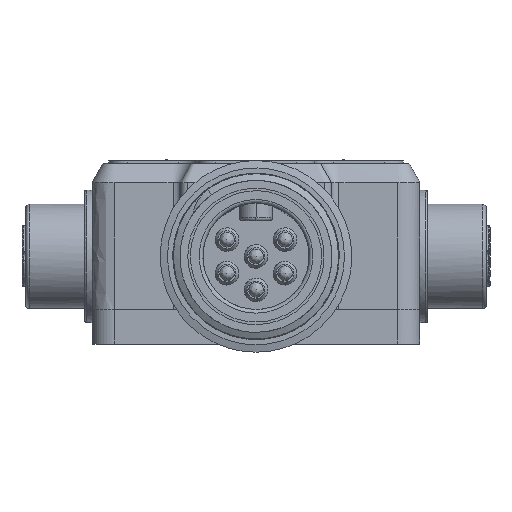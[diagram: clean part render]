
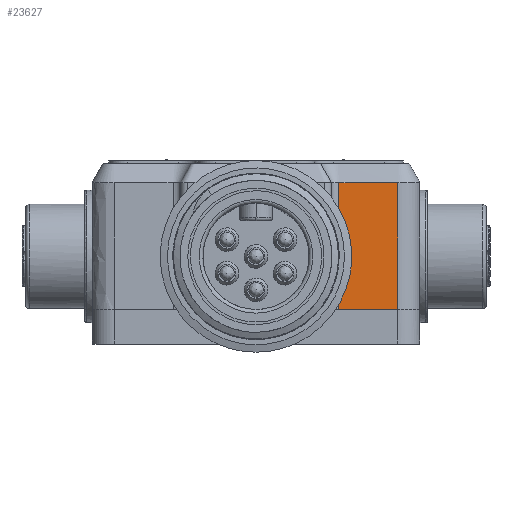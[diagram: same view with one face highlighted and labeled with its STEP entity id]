
A CAD part, front view. The second image highlights one B-rep face of the part: STEP entity #23627.
In plain terms, the highlighted free-form (B-spline) face has degree [1, 1] with [2, 2] control points.
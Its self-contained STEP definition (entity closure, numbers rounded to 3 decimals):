
#23394=CARTESIAN_POINT('',(19.25,10.2,4.7));
#23395=VERTEX_POINT('',#23394);
#23396=CARTESIAN_POINT('',(11.25,10.2,4.7));
#23397=VERTEX_POINT('',#23396);
#23398=CARTESIAN_POINT('',(19.25,10.2,4.7));
#23399=CARTESIAN_POINT('',(11.25,10.2,4.7));
#23400=B_SPLINE_CURVE_WITH_KNOTS('',1,(#23398,#23399),.POLYLINE_FORM.,.F.,.U.,(2,2),(0.,1.),.UNSPECIFIED.);
#23401=EDGE_CURVE('',#23395,#23397,#23400,.T.);
#23557=CARTESIAN_POINT('',(11.25,10.2,21.9));
#23558=VERTEX_POINT('',#23557);
#23578=CARTESIAN_POINT('',(11.25,10.2,4.7));
#23579=CARTESIAN_POINT('',(11.25,10.2,21.9));
#23580=B_SPLINE_CURVE_WITH_KNOTS('',1,(#23578,#23579),.POLYLINE_FORM.,.F.,.U.,(2,2),(0.,1.),.UNSPECIFIED.);
#23581=EDGE_CURVE('',#23397,#23558,#23580,.T.);
#23586=CARTESIAN_POINT('',(24.736,10.2,3.815));
#23587=CARTESIAN_POINT('',(5.764,10.2,3.815));
#23588=CARTESIAN_POINT('',(24.736,10.2,22.787));
#23589=CARTESIAN_POINT('',(5.764,10.2,22.787));
#23590=B_SPLINE_SURFACE_WITH_KNOTS('',1,1,((#23586,#23587),(#23588,#23589)),.PLANE_SURF.,.F.,.F.,.U.,(2,2),(2,2),(0.,1.),(0.,1.),.UNSPECIFIED.);
#23591=CARTESIAN_POINT('',(19.25,10.2,21.9));
#23592=VERTEX_POINT('',#23591);
#23593=CARTESIAN_POINT('',(19.25,10.2,21.9));
#23594=CARTESIAN_POINT('',(19.167,10.2,21.901));
#23595=CARTESIAN_POINT('',(19.083,10.2,21.9));
#23596=CARTESIAN_POINT('',(18.917,10.2,21.9));
#23597=CARTESIAN_POINT('',(18.833,10.2,21.9));
#23598=CARTESIAN_POINT('',(18.583,10.2,21.9));
#23599=CARTESIAN_POINT('',(18.417,10.2,21.9));
#23600=CARTESIAN_POINT('',(17.917,10.2,21.9));
#23601=CARTESIAN_POINT('',(17.583,10.2,21.9));
#23602=CARTESIAN_POINT('',(16.583,10.2,21.9));
#23603=CARTESIAN_POINT('',(15.917,10.2,21.9));
#23604=CARTESIAN_POINT('',(14.583,10.2,21.9));
#23605=CARTESIAN_POINT('',(13.917,10.2,21.9));
#23606=CARTESIAN_POINT('',(12.917,10.2,21.9));
#23607=CARTESIAN_POINT('',(12.583,10.2,21.9));
#23608=CARTESIAN_POINT('',(12.083,10.2,21.9));
#23609=CARTESIAN_POINT('',(11.917,10.2,21.9));
#23610=CARTESIAN_POINT('',(11.667,10.2,21.9));
#23611=CARTESIAN_POINT('',(11.583,10.2,21.9));
#23612=CARTESIAN_POINT('',(11.417,10.2,21.9));
#23613=CARTESIAN_POINT('',(11.333,10.2,21.899));
#23614=CARTESIAN_POINT('',(11.25,10.2,21.9));
#23615=B_SPLINE_CURVE_WITH_KNOTS('',3,(#23593,#23594,#23595,#23596,#23597,#23598,#23599,#23600,#23601,#23602,#23603,#23604,#23605,#23606,#23607,#23608,#23609,#23610,#23611,#23612,#23613,#23614),.UNSPECIFIED.,.F.,.U.,(4,2,2,2,2,2,2,2,2,2,4),(0.,0.,0.,0.001,0.002,0.004,0.006,0.007,0.007,0.008,0.008),.UNSPECIFIED.);
#23616=EDGE_CURVE('',#23592,#23558,#23615,.T.);
#23617=ORIENTED_EDGE('',*,*,#23616,.T.);
#23618=ORIENTED_EDGE('',*,*,#23581,.F.);
#23619=ORIENTED_EDGE('',*,*,#23401,.F.);
#23620=CARTESIAN_POINT('',(19.25,10.2,4.7));
#23621=CARTESIAN_POINT('',(19.25,10.2,21.9));
#23622=B_SPLINE_CURVE_WITH_KNOTS('',1,(#23620,#23621),.POLYLINE_FORM.,.F.,.U.,(2,2),(0.,1.),.UNSPECIFIED.);
#23623=EDGE_CURVE('',#23395,#23592,#23622,.T.);
#23624=ORIENTED_EDGE('',*,*,#23623,.T.);
#23625=EDGE_LOOP('',(#23617,#23618,#23619,#23624));
#23626=FACE_OUTER_BOUND('',#23625,.T.);
#23627=ADVANCED_FACE('',(#23626),#23590,.T.);
